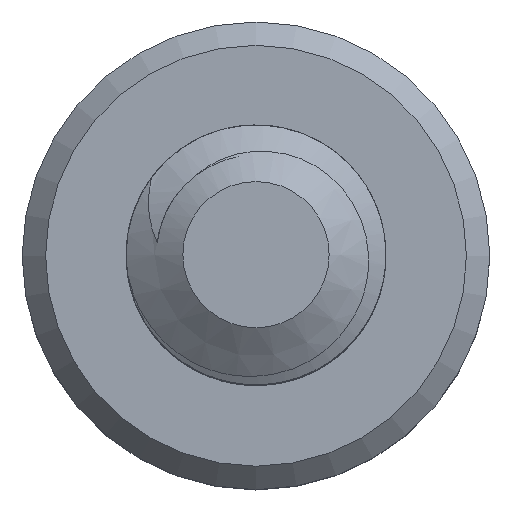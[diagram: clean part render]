
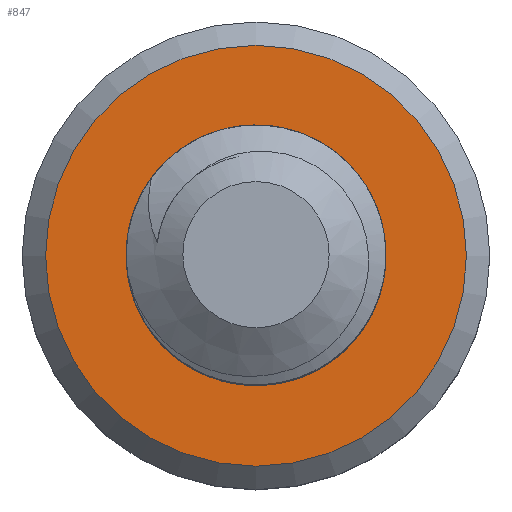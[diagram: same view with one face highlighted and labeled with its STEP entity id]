
A CAD part, top view. The second image highlights one B-rep face of the part: STEP entity #847.
In plain terms, the highlighted planar face has unit normal (0, 0, 1).
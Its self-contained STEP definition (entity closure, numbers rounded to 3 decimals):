
#16=FACE_BOUND('',#133,.T.);
#19=PLANE('',#936);
#81=FACE_OUTER_BOUND('',#132,.T.);
#132=EDGE_LOOP('',(#735,#736));
#133=EDGE_LOOP('',(#737,#738,#739,#740));
#146=CIRCLE('',#881,1.25);
#151=CIRCLE('',#912,2.025);
#152=CIRCLE('',#913,2.025);
#161=CIRCLE('',#927,0.958);
#225=B_SPLINE_CURVE_WITH_KNOTS('',3,(#5886,#5887,#5888,#5889,#5890,#5891,
#5892,#5893,#5894,#5895,#5896,#5897,#5898,#5899,#5900,#5901,#5902,#5903,
#5904,#5905,#5906,#5907,#5908,#5909,#5910,#5911,#5912,#5913,#5914,#5915,
#5916,#5917,#5918,#5919,#5920,#5921,#5922),.UNSPECIFIED.,.F.,.F.,(4,3,3,
3,3,3,3,3,3,3,3,3,4),(0.,0.03,0.07,0.088,
0.101,0.109,0.134,0.154,
0.186,0.217,0.232,0.243,
0.284),.UNSPECIFIED.);
#226=B_SPLINE_CURVE_WITH_KNOTS('',3,(#6309,#6310,#6311,#6312,#6313,#6314,
#6315,#6316,#6317,#6318,#6319,#6320,#6321,#6322,#6323,#6324,#6325,#6326,
#6327,#6328,#6329,#6330,#6331,#6332,#6333,#6334,#6335,#6336,#6337,#6338,
#6339,#6340,#6341,#6342,#6343,#6344,#6345),.UNSPECIFIED.,.F.,.F.,(4,3,3,
3,3,3,3,3,3,3,3,3,4),(0.,0.047,0.079,0.092,
0.128,0.144,0.181,0.217,
0.233,0.241,0.28,0.288,
0.346),.UNSPECIFIED.);
#313=VERTEX_POINT('',#1136);
#314=VERTEX_POINT('',#1183);
#370=VERTEX_POINT('',#5258);
#371=VERTEX_POINT('',#5260);
#382=VERTEX_POINT('',#5415);
#383=VERTEX_POINT('',#5459);
#396=EDGE_CURVE('',#313,#314,#146,.T.);
#478=EDGE_CURVE('',#371,#370,#151,.T.);
#479=EDGE_CURVE('',#370,#371,#152,.T.);
#496=EDGE_CURVE('',#383,#382,#161,.T.);
#499=EDGE_CURVE('',#382,#314,#225,.T.);
#500=EDGE_CURVE('',#313,#383,#226,.T.);
#735=ORIENTED_EDGE('',*,*,#478,.T.);
#736=ORIENTED_EDGE('',*,*,#479,.T.);
#737=ORIENTED_EDGE('',*,*,#396,.F.);
#738=ORIENTED_EDGE('',*,*,#500,.T.);
#739=ORIENTED_EDGE('',*,*,#496,.T.);
#740=ORIENTED_EDGE('',*,*,#499,.T.);
#847=ADVANCED_FACE('',(#81,#16),#19,.F.);
#881=AXIS2_PLACEMENT_3D('',#1184,#954,#955);
#912=AXIS2_PLACEMENT_3D('',#5261,#1042,#1043);
#913=AXIS2_PLACEMENT_3D('',#5262,#1044,#1045);
#927=AXIS2_PLACEMENT_3D('',#5460,#1075,#1076);
#936=AXIS2_PLACEMENT_3D('',#6357,#1093,#1094);
#954=DIRECTION('center_axis',(0.,0.,1.));
#955=DIRECTION('ref_axis',(1.,0.,0.));
#1042=DIRECTION('center_axis',(0.,0.,1.));
#1043=DIRECTION('ref_axis',(-1.,0.,0.));
#1044=DIRECTION('center_axis',(0.,0.,1.));
#1045=DIRECTION('ref_axis',(-1.,0.,0.));
#1075=DIRECTION('center_axis',(0.,0.,-1.));
#1076=DIRECTION('ref_axis',(1.,0.,0.));
#1093=DIRECTION('center_axis',(0.,0.,-1.));
#1094=DIRECTION('ref_axis',(-1.,0.,0.));
#1136=CARTESIAN_POINT('',(1.083,-0.625,-6.));
#1183=CARTESIAN_POINT('',(1.21,0.312,-6.));
#1184=CARTESIAN_POINT('Origin',(0.,0.,-6.));
#5258=CARTESIAN_POINT('',(2.025,0.,-6.));
#5260=CARTESIAN_POINT('',(-2.025,0.,-6.));
#5261=CARTESIAN_POINT('Origin',(0.,0.,-6.));
#5262=CARTESIAN_POINT('Origin',(0.,0.,-6.));
#5415=CARTESIAN_POINT('',(-0.829,0.479,-6.));
#5459=CARTESIAN_POINT('',(-0.927,-0.239,-6.));
#5460=CARTESIAN_POINT('Origin',(0.,0.,-6.));
#5886=CARTESIAN_POINT('Ctrl Pts',(-0.829,0.479,-6.));
#5887=CARTESIAN_POINT('Ctrl Pts',(-0.789,0.572,
-6.));
#5888=CARTESIAN_POINT('Ctrl Pts',(-0.735,0.659,
-6.));
#5889=CARTESIAN_POINT('Ctrl Pts',(-0.669,0.736,
-6.));
#5890=CARTESIAN_POINT('Ctrl Pts',(-0.585,0.835,
-6.));
#5891=CARTESIAN_POINT('Ctrl Pts',(-0.481,0.918,
-6.));
#5892=CARTESIAN_POINT('Ctrl Pts',(-0.366,0.978,
-6.));
#5893=CARTESIAN_POINT('Ctrl Pts',(-0.311,1.007,-6.));
#5894=CARTESIAN_POINT('Ctrl Pts',(-0.252,1.031,-6.));
#5895=CARTESIAN_POINT('Ctrl Pts',(-0.192,1.049,-6.));
#5896=CARTESIAN_POINT('Ctrl Pts',(-0.15,1.062,-6.));
#5897=CARTESIAN_POINT('Ctrl Pts',(-0.109,1.071,-6.));
#5898=CARTESIAN_POINT('Ctrl Pts',(-0.067,1.078,
-6.));
#5899=CARTESIAN_POINT('Ctrl Pts',(-0.045,1.082,
-6.));
#5900=CARTESIAN_POINT('Ctrl Pts',(-0.022,1.085,-6.));
#5901=CARTESIAN_POINT('Ctrl Pts',(0.,1.088,
-6.));
#5902=CARTESIAN_POINT('Ctrl Pts',(0.08,1.096,-6.));
#5903=CARTESIAN_POINT('Ctrl Pts',(0.158,1.096,-6.));
#5904=CARTESIAN_POINT('Ctrl Pts',(0.233,1.088,-6.));
#5905=CARTESIAN_POINT('Ctrl Pts',(0.294,1.082,-6.));
#5906=CARTESIAN_POINT('Ctrl Pts',(0.354,1.071,-6.));
#5907=CARTESIAN_POINT('Ctrl Pts',(0.413,1.055,-6.));
#5908=CARTESIAN_POINT('Ctrl Pts',(0.505,1.031,-6.));
#5909=CARTESIAN_POINT('Ctrl Pts',(0.594,0.995,-6.));
#5910=CARTESIAN_POINT('Ctrl Pts',(0.677,0.948,-6.));
#5911=CARTESIAN_POINT('Ctrl Pts',(0.76,0.902,-6.));
#5912=CARTESIAN_POINT('Ctrl Pts',(0.836,0.846,-6.));
#5913=CARTESIAN_POINT('Ctrl Pts',(0.905,0.781,-6.));
#5914=CARTESIAN_POINT('Ctrl Pts',(0.938,0.75,-6.));
#5915=CARTESIAN_POINT('Ctrl Pts',(0.969,0.717,-6.));
#5916=CARTESIAN_POINT('Ctrl Pts',(0.998,0.683,-6.));
#5917=CARTESIAN_POINT('Ctrl Pts',(1.018,0.658,-6.));
#5918=CARTESIAN_POINT('Ctrl Pts',(1.037,0.634,-6.));
#5919=CARTESIAN_POINT('Ctrl Pts',(1.054,0.609,-6.));
#5920=CARTESIAN_POINT('Ctrl Pts',(1.124,0.511,-6.));
#5921=CARTESIAN_POINT('Ctrl Pts',(1.175,0.409,-6.));
#5922=CARTESIAN_POINT('Ctrl Pts',(1.21,0.312,-6.));
#6309=CARTESIAN_POINT('Ctrl Pts',(1.083,-0.625,-6.));
#6310=CARTESIAN_POINT('Ctrl Pts',(0.992,-0.753,
-6.));
#6311=CARTESIAN_POINT('Ctrl Pts',(0.876,-0.863,
-6.));
#6312=CARTESIAN_POINT('Ctrl Pts',(0.743,-0.947,
-6.));
#6313=CARTESIAN_POINT('Ctrl Pts',(0.653,-1.003,-6.));
#6314=CARTESIAN_POINT('Ctrl Pts',(0.555,-1.047,-6.));
#6315=CARTESIAN_POINT('Ctrl Pts',(0.454,-1.077,-6.));
#6316=CARTESIAN_POINT('Ctrl Pts',(0.413,-1.089,-6.));
#6317=CARTESIAN_POINT('Ctrl Pts',(0.372,-1.099,-6.));
#6318=CARTESIAN_POINT('Ctrl Pts',(0.33,-1.107,-6.));
#6319=CARTESIAN_POINT('Ctrl Pts',(0.212,-1.128,-6.));
#6320=CARTESIAN_POINT('Ctrl Pts',(0.1,-1.13,
-6.));
#6321=CARTESIAN_POINT('Ctrl Pts',(0.,-1.12,
-6.));
#6322=CARTESIAN_POINT('Ctrl Pts',(-0.044,-1.116,
-6.));
#6323=CARTESIAN_POINT('Ctrl Pts',(-0.085,-1.109,
-6.));
#6324=CARTESIAN_POINT('Ctrl Pts',(-0.126,-1.1,
-6.));
#6325=CARTESIAN_POINT('Ctrl Pts',(-0.221,-1.078,
-6.));
#6326=CARTESIAN_POINT('Ctrl Pts',(-0.314,-1.044,
-6.));
#6327=CARTESIAN_POINT('Ctrl Pts',(-0.4,-0.996,
-6.));
#6328=CARTESIAN_POINT('Ctrl Pts',(-0.483,-0.951,
-6.));
#6329=CARTESIAN_POINT('Ctrl Pts',(-0.559,-0.895,
-6.));
#6330=CARTESIAN_POINT('Ctrl Pts',(-0.627,-0.829,
-6.));
#6331=CARTESIAN_POINT('Ctrl Pts',(-0.656,-0.8,
-6.));
#6332=CARTESIAN_POINT('Ctrl Pts',(-0.684,-0.77,
-6.));
#6333=CARTESIAN_POINT('Ctrl Pts',(-0.71,-0.738,
-6.));
#6334=CARTESIAN_POINT('Ctrl Pts',(-0.723,-0.722,
-6.));
#6335=CARTESIAN_POINT('Ctrl Pts',(-0.736,-0.705,
-6.));
#6336=CARTESIAN_POINT('Ctrl Pts',(-0.747,-0.689,
-6.));
#6337=CARTESIAN_POINT('Ctrl Pts',(-0.803,-0.612,
-6.));
#6338=CARTESIAN_POINT('Ctrl Pts',(-0.837,-0.543,
-6.));
#6339=CARTESIAN_POINT('Ctrl Pts',(-0.858,-0.495,
-6.));
#6340=CARTESIAN_POINT('Ctrl Pts',(-0.862,-0.485,
-6.));
#6341=CARTESIAN_POINT('Ctrl Pts',(-0.866,-0.474,
-6.));
#6342=CARTESIAN_POINT('Ctrl Pts',(-0.87,-0.464,
-6.));
#6343=CARTESIAN_POINT('Ctrl Pts',(-0.899,-0.392,
-6.));
#6344=CARTESIAN_POINT('Ctrl Pts',(-0.918,-0.316,
-6.));
#6345=CARTESIAN_POINT('Ctrl Pts',(-0.927,-0.239,
-6.));
#6357=CARTESIAN_POINT('Origin',(0.,0.,-6.));
